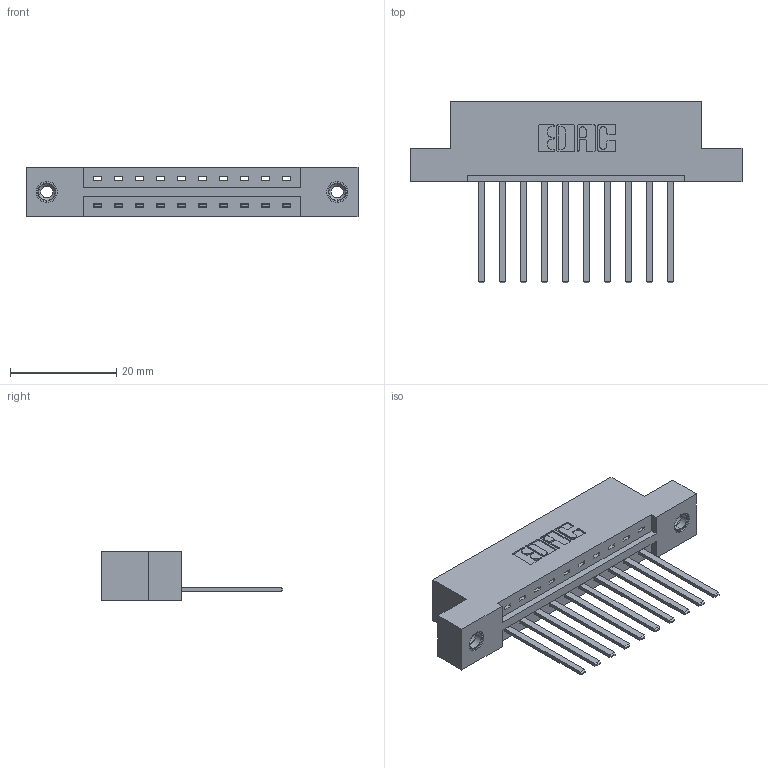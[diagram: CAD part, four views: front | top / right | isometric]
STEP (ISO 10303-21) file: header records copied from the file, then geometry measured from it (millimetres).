
FILE_DESCRIPTION (( 'STEP AP203' ), '1' );
FILE_NAME ('387-010-544-108.STEP', '2018-09-10T07:26:05', ( '' ), ( '' ), 'SwSTEP 2.0', 'SolidWorks 2016', '' );
FILE_SCHEMA (( 'CONFIG_CONTROL_DESIGN' ));
Length unit declared in the file: inch
Products named in the file (4): 345-250-001_345-250-003-102; 387-010-544-108; 337 Part_Flush Mounting Lugs - 0.156 Dia-TI; 345-292-001_345-293-144
Assembly tree (13 placements, depth 2):
  387-010-544-108
    337 Part_Flush Mounting Lugs - 0.156 Dia-TI
    345-292-001_345-293-144  x10
    345-250-001_345-250-003-102  x2
Bounding box: 62.64 x 34.3 x 9.4 mm (x, y, z)
Volume: 6218.9 mm3; surface area: 6659.4 mm2
Topology: 13 solids, 13 shells, 734 faces, 2147 edges, 1410 vertices
Faces by surface type: plane 522, cylinder 196, cone 12, torus 4
Entity records: 12574 total; most frequent: CARTESIAN_POINT 2167, ORIENTED_EDGE 2106, DIRECTION 1919, EDGE_CURVE 1053, VECTOR 909, LINE 909, VERTEX_POINT 696, AXIS2_PLACEMENT_3D 505
